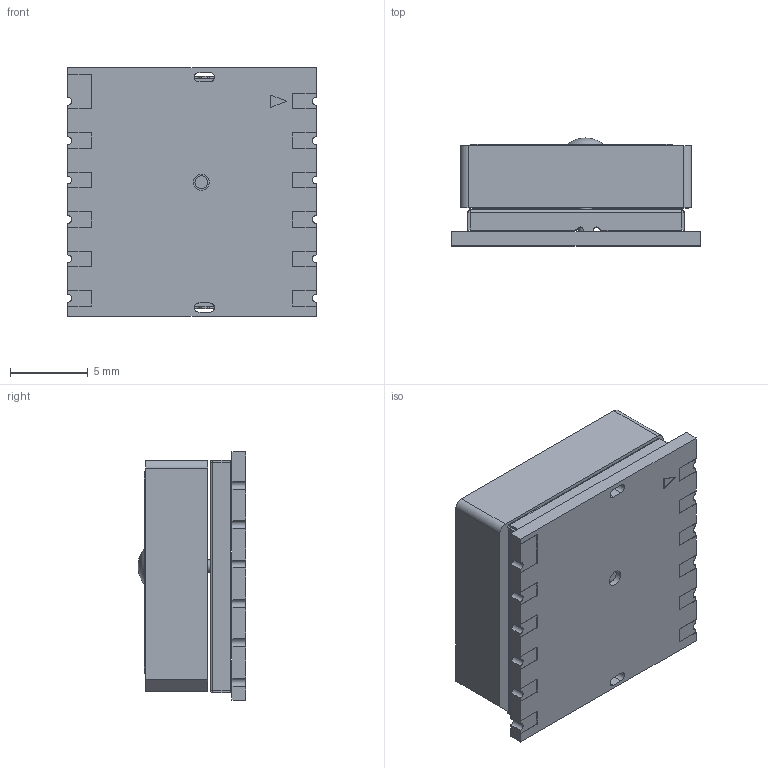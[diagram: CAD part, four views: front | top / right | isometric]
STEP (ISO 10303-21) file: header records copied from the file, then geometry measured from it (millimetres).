
FILE_DESCRIPTION(/* description */ ('','CAx-IF Rec.Pracs.---Representation and Presentation of Product Manufacturing Information (PMI)---3.8---2014-02-18'),/* implementation_level */ '2;1');
FILE_NAME(/* name */ 'L80.stp',/* time_stamp */ '2022-01-31T21:59:46+06:00',/* author */ ('Nurekengoi'),/* organization */ (''),/* preprocessor_version */ 'ST-DEVELOPER v16.13',/* originating_system */ 'Autodesk Inventor 2018',/* authorisation */ '');
FILE_SCHEMA (('AP242_MANAGED_MODEL_BASED_3D_ENGINEERING_MIM_LF { 1 0 10303 442 1 1 4 }'));
Length unit declared in the file: millimetre
Products named in the file (1): L80
Bounding box: 16 x 6.95 x 16 mm (x, y, z)
Volume: 1171.7 mm3; surface area: 2141.2 mm2
Topology: 4 solids, 4 shells, 1240 faces, 3356 edges, 2179 vertices
Faces by surface type: plane 1150, bspline 50, cylinder 39, sphere 1
Full cylindrical faces by diameter (mm): 0.82 x1, 1.02 x1, 2.7 x1, 2.8 x1
Entity records: 39359 total; most frequent: CARTESIAN_POINT 8140, ORIENTED_EDGE 6776, DIRECTION 5760, EDGE_CURVE 3349, LINE 3170, VECTOR 3170, VERTEX_POINT 2177, EDGE_LOOP 1310
